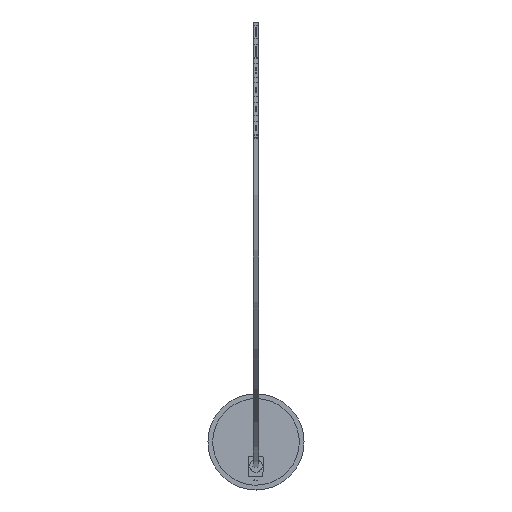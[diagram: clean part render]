
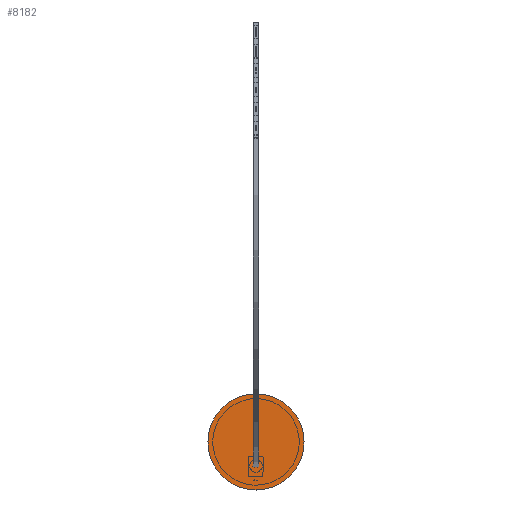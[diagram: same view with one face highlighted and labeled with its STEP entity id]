
A CAD part, top view. The second image highlights one B-rep face of the part: STEP entity #8182.
In plain terms, the highlighted planar face has unit normal (0, 0, 1).
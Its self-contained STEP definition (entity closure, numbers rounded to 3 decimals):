
#302=FACE_BOUND('',#869,.T.);
#303=FACE_BOUND('',#870,.T.);
#304=FACE_BOUND('',#871,.T.);
#558=FACE_OUTER_BOUND('',#868,.T.);
#868=EDGE_LOOP('',(#7234));
#869=EDGE_LOOP('',(#7235));
#870=EDGE_LOOP('',(#7236));
#871=EDGE_LOOP('',(#7237));
#1148=CIRCLE('',#9670,250.);
#1149=CIRCLE('',#9671,2.5);
#1150=CIRCLE('',#9672,4.1);
#1151=CIRCLE('',#9673,4.1);
#4468=VERTEX_POINT('',#15813);
#4469=VERTEX_POINT('',#15815);
#4470=VERTEX_POINT('',#15817);
#4471=VERTEX_POINT('',#15819);
#5834=EDGE_CURVE('',#4468,#4468,#1148,.T.);
#5835=EDGE_CURVE('',#4469,#4469,#1149,.T.);
#5836=EDGE_CURVE('',#4470,#4470,#1150,.T.);
#5837=EDGE_CURVE('',#4471,#4471,#1151,.T.);
#7234=ORIENTED_EDGE('',*,*,#5834,.F.);
#7235=ORIENTED_EDGE('',*,*,#5835,.T.);
#7236=ORIENTED_EDGE('',*,*,#5836,.T.);
#7237=ORIENTED_EDGE('',*,*,#5837,.T.);
#7641=PLANE('',#9669);
#8182=ADVANCED_FACE('',(#558,#302,#303,#304),#7641,.T.);
#9669=AXIS2_PLACEMENT_3D('',#15812,#11720,#11721);
#9670=AXIS2_PLACEMENT_3D('',#15814,#11722,#11723);
#9671=AXIS2_PLACEMENT_3D('',#15816,#11724,#11725);
#9672=AXIS2_PLACEMENT_3D('',#15818,#11726,#11727);
#9673=AXIS2_PLACEMENT_3D('',#15820,#11728,#11729);
#11720=DIRECTION('center_axis',(0.,0.,1.));
#11721=DIRECTION('ref_axis',(1.,0.,0.));
#11722=DIRECTION('center_axis',(0.,0.,-1.));
#11723=DIRECTION('ref_axis',(-1.,0.,0.));
#11724=DIRECTION('center_axis',(0.,0.,-1.));
#11725=DIRECTION('ref_axis',(1.,0.,0.));
#11726=DIRECTION('center_axis',(0.,0.,-1.));
#11727=DIRECTION('ref_axis',(1.,0.,0.));
#11728=DIRECTION('center_axis',(0.,0.,-1.));
#11729=DIRECTION('ref_axis',(1.,0.,0.));
#15812=CARTESIAN_POINT('Origin',(-275.,-275.,4.));
#15813=CARTESIAN_POINT('',(250.,0.,4.));
#15814=CARTESIAN_POINT('Origin',(0.,0.,4.));
#15815=CARTESIAN_POINT('',(-2.25,125.,4.));
#15816=CARTESIAN_POINT('Origin',(0.25,125.,4.));
#15817=CARTESIAN_POINT('',(4.9,125.,4.));
#15818=CARTESIAN_POINT('Origin',(9.,125.,4.));
#15819=CARTESIAN_POINT('',(-13.1,125.,4.));
#15820=CARTESIAN_POINT('Origin',(-9.,125.,4.));
